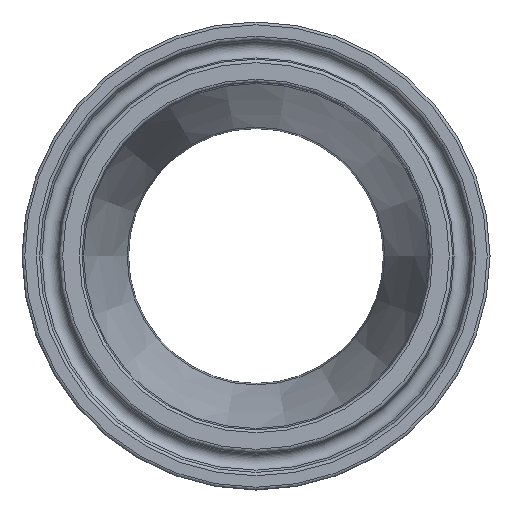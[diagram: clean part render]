
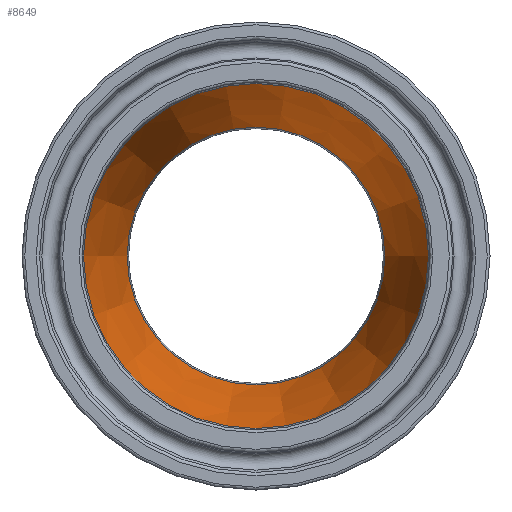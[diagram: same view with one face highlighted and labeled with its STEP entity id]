
A CAD part, left-side view. The second image highlights one B-rep face of the part: STEP entity #8649.
In plain terms, the highlighted conical face has half-angle 14.036 degrees and reference radius 20.574 mm.
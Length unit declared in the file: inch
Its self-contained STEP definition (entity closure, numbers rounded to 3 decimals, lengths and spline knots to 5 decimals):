
#13=CONICAL_SURFACE('',#9178,0.81,14.036);
#138=FACE_BOUND('',#1571,.T.);
#1034=FACE_OUTER_BOUND('',#1570,.T.);
#1570=EDGE_LOOP('',(#7983));
#1571=EDGE_LOOP('',(#7984));
#1848=CIRCLE('',#9177,0.92754);
#1849=CIRCLE('',#9179,0.69246);
#4254=VERTEX_POINT('',#18716);
#4255=VERTEX_POINT('',#18719);
#5511=EDGE_CURVE('',#4254,#4254,#1848,.T.);
#5512=EDGE_CURVE('',#4255,#4255,#1849,.T.);
#7983=ORIENTED_EDGE('',*,*,#5512,.F.);
#7984=ORIENTED_EDGE('',*,*,#5511,.F.);
#8649=ADVANCED_FACE('',(#1034,#138),#13,.F.);
#9177=AXIS2_PLACEMENT_3D('',#18717,#10797,#10798);
#9178=AXIS2_PLACEMENT_3D('',#18718,#10799,#10800);
#9179=AXIS2_PLACEMENT_3D('',#18720,#10801,#10802);
#10797=DIRECTION('center_axis',(1.,0.,0.));
#10798=DIRECTION('ref_axis',(0.,-1.,0.));
#10799=DIRECTION('center_axis',(-1.,0.,0.));
#10800=DIRECTION('ref_axis',(0.,1.,0.));
#10801=DIRECTION('center_axis',(-1.,0.,0.));
#10802=DIRECTION('ref_axis',(0.,-1.,0.));
#18716=CARTESIAN_POINT('',(0.90486,0.92754,0.));
#18717=CARTESIAN_POINT('Origin',(0.90486,0.,0.));
#18718=CARTESIAN_POINT('Origin',(1.375,0.,0.));
#18719=CARTESIAN_POINT('',(1.84514,0.69246,0.));
#18720=CARTESIAN_POINT('Origin',(1.84514,0.,0.));
